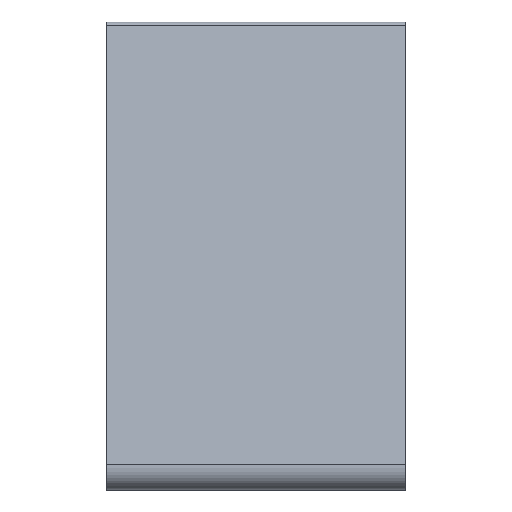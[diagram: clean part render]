
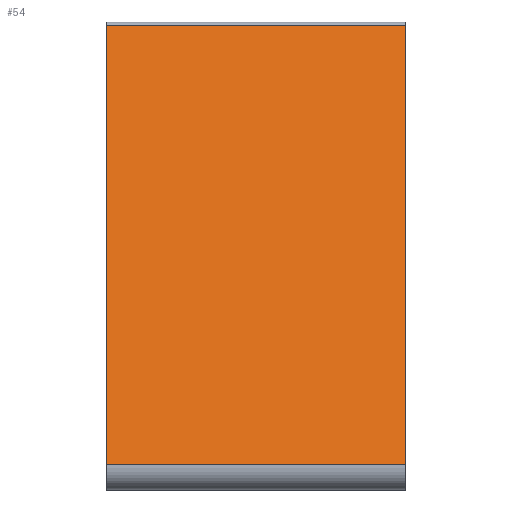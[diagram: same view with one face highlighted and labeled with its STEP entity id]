
A CAD part, front view. The second image highlights one B-rep face of the part: STEP entity #54.
In plain terms, the highlighted planar face has unit normal (0, -0.966, 0.259).
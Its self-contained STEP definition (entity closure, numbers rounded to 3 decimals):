
#5 = EDGE_CURVE ( 'NONE', #505, #326, #67, .T. ) ;
#20 = PLANE ( 'NONE',  #450 ) ;
#22 = DIRECTION ( 'NONE',  ( -1., 0., 0. ) ) ;
#36 = LINE ( 'NONE', #278, #364 ) ;
#50 = ORIENTED_EDGE ( 'NONE', *, *, #5, .F. ) ;
#52 = CARTESIAN_POINT ( 'NONE',  ( 0., -18.919, -12.822 ) ) ;
#54 = ADVANCED_FACE ( 'NONE', ( #579 ), #20, .T. ) ;
#56 = LINE ( 'NONE', #435, #442 ) ;
#67 = LINE ( 'NONE', #252, #404 ) ;
#74 = CARTESIAN_POINT ( 'NONE',  ( 30., -7.099, 31.29 ) ) ;
#95 = DIRECTION ( 'NONE',  ( -1., 0., 0. ) ) ;
#97 = EDGE_CURVE ( 'NONE', #240, #141, #56, .T. ) ;
#107 = DIRECTION ( 'NONE',  ( 0., 0.259, 0.966 ) ) ;
#140 = EDGE_CURVE ( 'NONE', #141, #326, #457, .T. ) ;
#141 = VERTEX_POINT ( 'NONE', #74 ) ;
#153 = DIRECTION ( 'NONE',  ( 0., -0.259, -0.966 ) ) ;
#187 = ORIENTED_EDGE ( 'NONE', *, *, #140, .T. ) ;
#191 = VECTOR ( 'NONE', #22, 1000. ) ;
#240 = VERTEX_POINT ( 'NONE', #328 ) ;
#252 = CARTESIAN_POINT ( 'NONE',  ( 0., -14.446, 3.871 ) ) ;
#278 = CARTESIAN_POINT ( 'NONE',  ( 30., -18.919, -12.822 ) ) ;
#298 = EDGE_CURVE ( 'NONE', #240, #505, #36, .T. ) ;
#305 = ORIENTED_EDGE ( 'NONE', *, *, #97, .T. ) ;
#326 = VERTEX_POINT ( 'NONE', #508 ) ;
#328 = CARTESIAN_POINT ( 'NONE',  ( 30., -18.919, -12.822 ) ) ;
#364 = VECTOR ( 'NONE', #95, 1000. ) ;
#404 = VECTOR ( 'NONE', #437, 1000. ) ;
#435 = CARTESIAN_POINT ( 'NONE',  ( 30., -14.446, 3.871 ) ) ;
#437 = DIRECTION ( 'NONE',  ( 0., 0.259, 0.966 ) ) ;
#442 = VECTOR ( 'NONE', #107, 1000. ) ;
#446 = CARTESIAN_POINT ( 'NONE',  ( 30., -7.099, 31.29 ) ) ;
#450 = AXIS2_PLACEMENT_3D ( 'NONE', #534, #576, #153 ) ;
#453 = EDGE_LOOP ( 'NONE', ( #305, #187, #50, #489 ) ) ;
#457 = LINE ( 'NONE', #446, #191 ) ;
#489 = ORIENTED_EDGE ( 'NONE', *, *, #298, .F. ) ;
#505 = VERTEX_POINT ( 'NONE', #52 ) ;
#508 = CARTESIAN_POINT ( 'NONE',  ( 0., -7.099, 31.29 ) ) ;
#534 = CARTESIAN_POINT ( 'NONE',  ( 30., -14.446, 3.871 ) ) ;
#576 = DIRECTION ( 'NONE',  ( 0., -0.966, 0.259 ) ) ;
#579 = FACE_OUTER_BOUND ( 'NONE', #453, .T. ) ;
